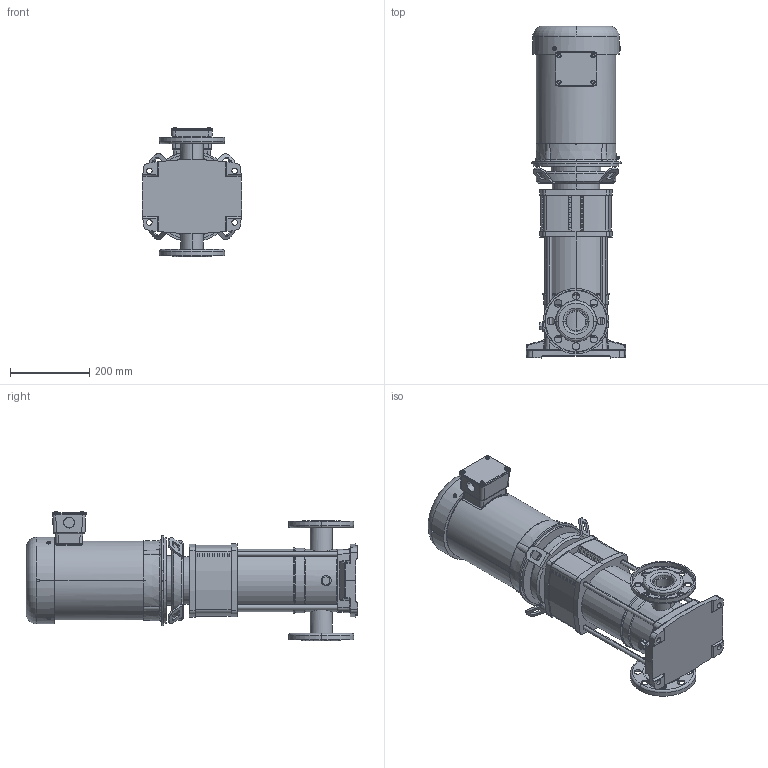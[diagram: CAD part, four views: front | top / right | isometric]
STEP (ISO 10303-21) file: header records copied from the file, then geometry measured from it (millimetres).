
FILE_DESCRIPTION (( 'STEP AP203' ), '1' );
FILE_NAME ('HELIX V80-02_575V.step', '2017-10-26T18:21:02', ( '' ), ( '' ), 'SwSTEP 2.0', 'SolidWorks 2017', '' );
FILE_SCHEMA (( 'CONFIG_CONTROL_DESIGN' ));
Length unit declared in the file: inch
Products named in the file (5): BALDOR NEMA V2 5HP_18; Helix Base 50-80; HELIX V80-02_575V; ANSI Flange 2 IN; HELIX V80-02
Assembly tree (5 placements, depth 2):
  HELIX V80-02_575V
    HELIX V80-02
    BALDOR NEMA V2 5HP_18
    ANSI Flange 2 IN  x2
    Helix Base 50-80
Bounding box: 251.48 x 836.08 x 325.21 mm (x, y, z)
Volume: 9636133.6 mm3; surface area: 1193827.1 mm2
Topology: 4 solids, 7 shells, 2193 faces, 5678 edges, 3694 vertices
Faces by surface type: plane 1057, cylinder 778, cone 109, sphere 99, torus 78, bspline 72
Entity records: 72093 total; most frequent: CARTESIAN_POINT 17883, DIRECTION 11472, ORIENTED_EDGE 11094, EDGE_CURVE 5554, AXIS2_PLACEMENT_3D 4216, VERTEX_POINT 3620, VECTOR 3040, LINE 3040
